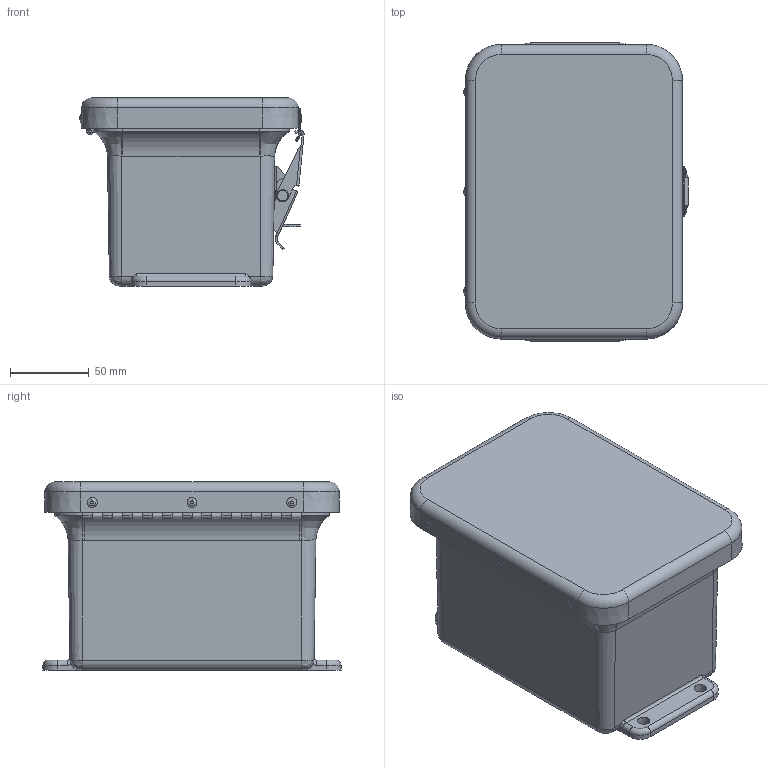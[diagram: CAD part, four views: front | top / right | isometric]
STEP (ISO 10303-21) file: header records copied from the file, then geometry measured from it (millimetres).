
FILE_DESCRIPTION(/* description */ (''),/* implementation_level */ '2;1');
FILE_NAME(/* name */ 'HW-WHJ60404CHQR.stp',/* time_stamp */ '2014-04-07T14:51:31-05:00',/* author */ ('jtigges'),/* organization */ (''),/* preprocessor_version */ 'ST-DEVELOPER v15.2',/* originating_system */ 'Autodesk Inventor 2014',/* authorisation */ '');
FILE_SCHEMA (('AUTOMOTIVE_DESIGN { 1 0 10303 214 3 1 1 }'));
Length unit declared in the file: inch
Products named in the file (24): J604HL_2; RMINS45821P_19; RMINS45821P_20; RMINS45821P_21; RMINS45821P_22; J604BHL; RMHINGCOV5.5; RMHINGPIN5.5; RMHINGBOX5.5; RMHING5.5; J604HLCVR; GASKET_604; WP604HLU; RMRIV43; RMRIV44; RMKEEPSSL; Anchor Plate; Locking Layer; Hook blade; Hinge Pin_Lower; Hinge Pin_Upper; RMLATPLSSL; WH-J604HPL_STP
Bounding box: 142.81 x 189.85 x 119.83 mm (x, y, z)
Volume: 517871.6 mm3; surface area: 263085.8 mm2
Topology: 25 solids, 25 shells, 627 faces, 1551 edges, 998 vertices
Faces by surface type: cylinder 254, plane 249, torus 52, cone 36, bspline 36
Full cylindrical faces by diameter (mm): 2.159 x23, 2.64 x4, 3.048 x1, 3.175 x9, 3.302 x2, 3.327 x5, 3.429 x9, 3.556 x11, 3.861 x5, 3.962 x7, 4.306 x2, 5.537 x4, 6.35 x5, 6.858 x4, 7.62 x2, 9.525 x1
Entity records: 19413 total; most frequent: CARTESIAN_POINT 4710, DIRECTION 3167, ORIENTED_EDGE 2724, EDGE_CURVE 1362, AXIS2_PLACEMENT_3D 1236, VERTEX_POINT 923, EDGE_LOOP 813, LINE 695
